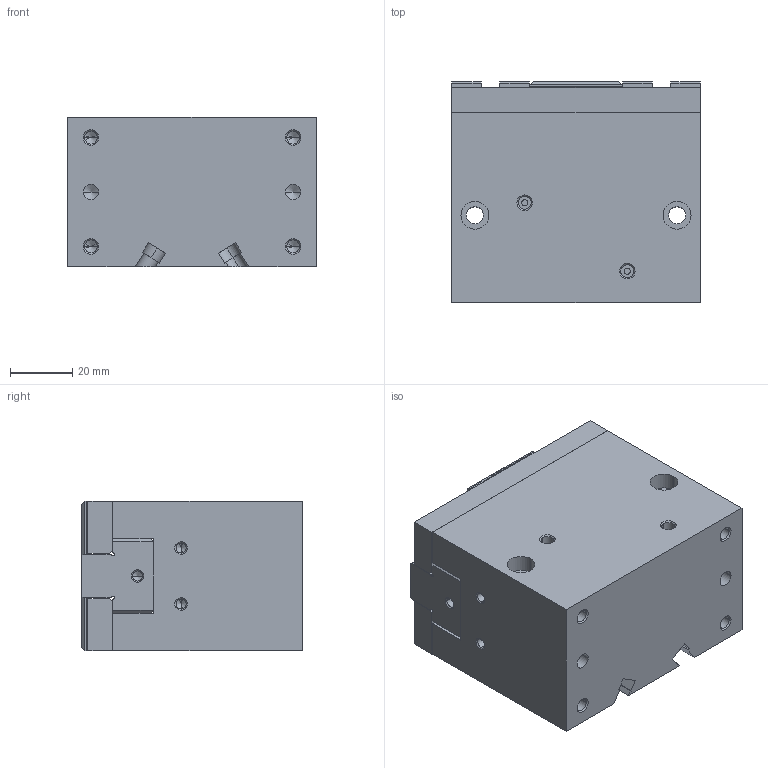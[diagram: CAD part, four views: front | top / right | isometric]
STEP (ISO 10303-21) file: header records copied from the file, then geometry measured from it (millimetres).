
FILE_DESCRIPTION( ( '' ), '1' );
FILE_NAME( 'op48i_op480iac_0_2_14a.stp', '2010-10-25T12:46:30', ( '' ), ( '' ), ' ', ' ', ' ' );
FILE_SCHEMA( ( 'automotive_design' ) );
Length unit declared in the file: millimetre
Products named in the file (3): 1; 2; 3
Bounding box: 80 x 71 x 48 mm (x, y, z)
Volume: 254168.9 mm3; surface area: 44898.9 mm2
Topology: 3 solids, 3 shells, 297 faces, 753 edges, 450 vertices
Faces by surface type: plane 142, cylinder 79, cone 76
Entity records: 16906 total; most frequent: CARTESIAN_POINT 1563, DIRECTION 1503, STYLED_ITEM 1463, PRESENTATION_STYLE_ASSIGNMENT 1463, COLOUR_RGB 1463, ORIENTED_EDGE 1426, EDGE_CURVE 713, CURVE_STYLE 713
